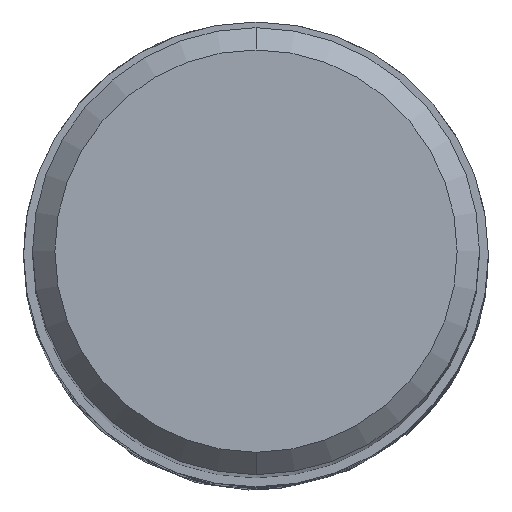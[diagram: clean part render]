
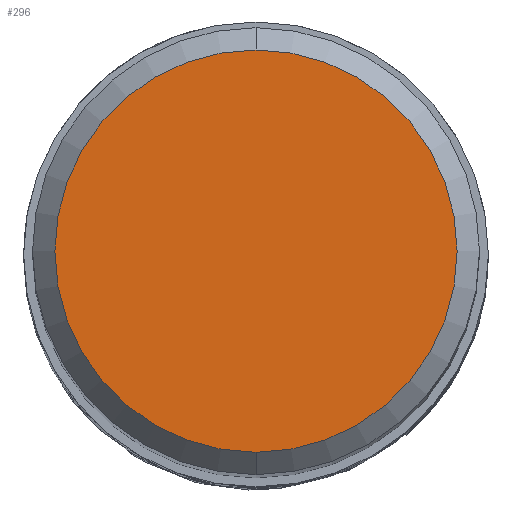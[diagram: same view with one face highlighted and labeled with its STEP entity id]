
A CAD part, top view. The second image highlights one B-rep face of the part: STEP entity #296.
In plain terms, the highlighted planar face has unit normal (0, 0, 1).
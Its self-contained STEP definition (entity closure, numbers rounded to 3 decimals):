
#296=ADVANCED_FACE('',(#829),#830,.T.);
#398=VERTEX_POINT('',#945);
#486=EDGE_CURVE('',#532,#398,#1038,.T.);
#532=VERTEX_POINT('',#1089);
#618=EDGE_CURVE('',#398,#532,#1183,.T.);
#829=FACE_OUTER_BOUND('',#1405,.T.);
#830=PLANE('',#1406);
#945=CARTESIAN_POINT('',(0.,-4.5,0.0));
#1038=CIRCLE('',#3379,4.5);
#1089=CARTESIAN_POINT('',(0.0,4.5,0.0));
#1183=CIRCLE('',#3869,4.5);
#1405=EDGE_LOOP('',(#5011,#5012));
#1406=AXIS2_PLACEMENT_3D('',#5013,#5014,#5015);
#3379=AXIS2_PLACEMENT_3D('',#5236,#5237,#5238);
#3869=AXIS2_PLACEMENT_3D('',#5411,#5412,#5413);
#5011=ORIENTED_EDGE('',*,*,#486,.F.);
#5012=ORIENTED_EDGE('',*,*,#618,.F.);
#5013=CARTESIAN_POINT('',(0.0,2.25,0.0));
#5014=DIRECTION('',(-0.0,0.0,1.0));
#5015=DIRECTION('',(0.0,-1.0,0.0));
#5236=CARTESIAN_POINT('',(0.0,0.0,0.0));
#5237=DIRECTION('',(0.0,0.0,-1.0));
#5238=DIRECTION('',(0.0,1.0,0.0));
#5411=CARTESIAN_POINT('',(0.0,0.0,0.0));
#5412=DIRECTION('',(0.0,0.0,-1.0));
#5413=DIRECTION('',(0.0,1.0,0.0));
